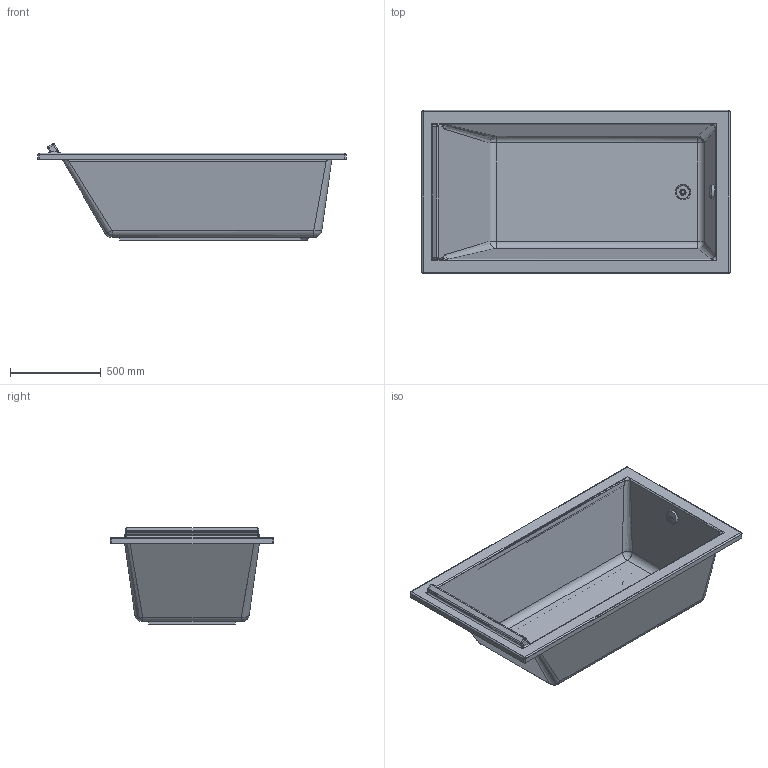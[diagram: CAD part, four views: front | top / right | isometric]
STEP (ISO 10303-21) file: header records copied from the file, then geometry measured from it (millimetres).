
FILE_DESCRIPTION((''),'2;1');
FILE_NAME('700337.stp','2013-06-28T08:59:55',('Administrator'),(''),'Autodesk Inventor 2011','Autodesk Inventor 2011','');
FILE_SCHEMA(('CONFIG_CONTROL_DESIGN'));
Length unit declared in the file: millimetre
Products named in the file (4): 700337; Stopfen; Verschluss_Ueberlauf
Assembly tree (3 placements, depth 2):
  700337
    700337
    Stopfen
    Verschluss_Ueberlauf
Bounding box: 1700 x 900 x 532.07 mm (x, y, z)
Volume: 22506303.9 mm3; surface area: 7333953.2 mm2
Topology: 4 solids, 4 shells, 318 faces, 816 edges, 482 vertices
Faces by surface type: plane 134, cylinder 101, bspline 58, sphere 15, cone 5, torus 5
Full cylindrical faces by diameter (mm): 9.2 x1, 13 x1, 14.5 x1, 24 x1, 29.2 x1, 32 x2, 52 x2, 72 x1
Entity records: 35890 total; most frequent: CARTESIAN_POINT 28218, ORIENTED_EDGE 1536, DIRECTION 1447, EDGE_CURVE 768, AXIS2_PLACEMENT_3D 537, VERTEX_POINT 468, VECTOR 373, LINE 373
